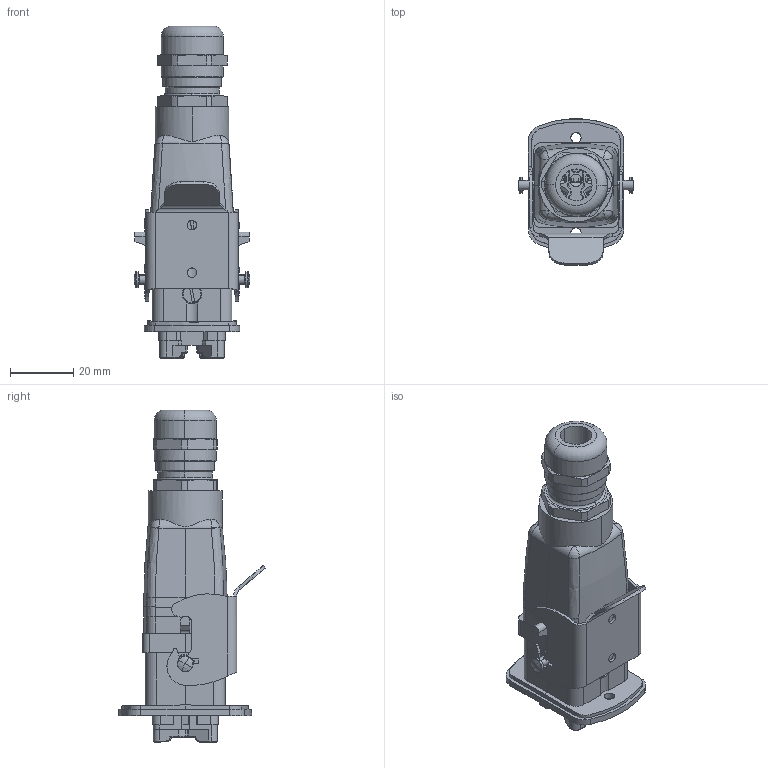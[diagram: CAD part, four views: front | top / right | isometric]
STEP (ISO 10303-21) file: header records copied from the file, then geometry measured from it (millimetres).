
FILE_DESCRIPTION(('CATIA V5 STEP Exchange','CAx-IF Rec.Pracs.--- Model Styling and Organization---1.4--- 2014-01-23'),'2;1');
FILE_NAME ('019343-5_1', '2018-10-30T11:54:07+00:00', ('none'), ('Weidmueller'), 'CATIA Version 5-6 Release 2016 SP3 HF44', 'CATIA V5 STEP AP214', 'none');
FILE_SCHEMA(('AUTOMOTIVE_DESIGN { 1 0 10303 214 1 1 1 1 }'));
Products named in the file (1): 1712590000
Bounding box: 36.5 x 46.17 x 104.7 mm (x, y, z)
Volume: 38848.7 mm3; surface area: 47809.5 mm2
Topology: 16 solids, 24 shells, 4064 faces, 10652 edges, 6524 vertices
Faces by surface type: plane 2249, cylinder 1062, torus 421, cone 248, sphere 40, bspline 36, extrusion 6, revolution 2
Entity records: 120409 total; most frequent: CARTESIAN_POINT 27157, ORIENTED_EDGE 21184, DIRECTION 15859, EDGE_CURVE 10592, VECTOR 6738, LINE 6732, VERTEX_POINT 6524, AXIS2_PLACEMENT_3D 6127
